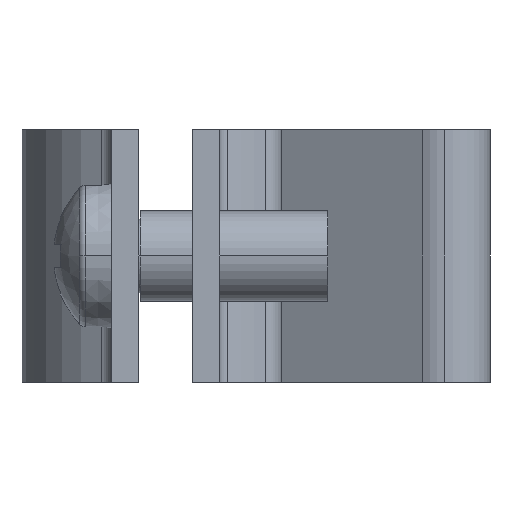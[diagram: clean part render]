
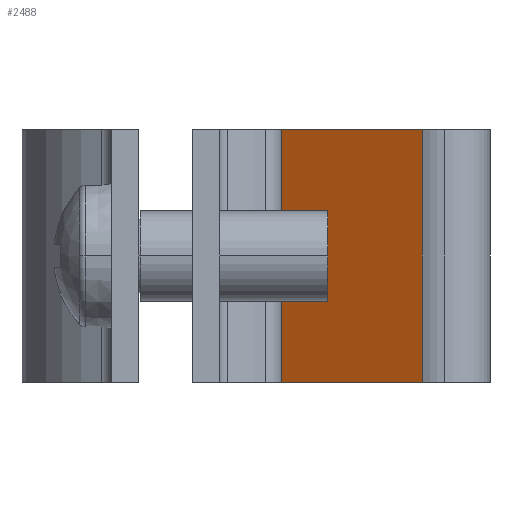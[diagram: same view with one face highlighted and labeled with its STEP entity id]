
A CAD part, left-side view. The second image highlights one B-rep face of the part: STEP entity #2488.
In plain terms, the highlighted planar face has unit normal (-0.866, 0.5, 0).
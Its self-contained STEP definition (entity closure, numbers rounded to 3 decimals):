
#148 = CARTESIAN_POINT ( 'NONE',  ( -5.657, -6.441, 7. ) ) ;
#327 = CARTESIAN_POINT ( 'NONE',  ( -4.702, -4.788, 7. ) ) ;
#343 = EDGE_LOOP ( 'NONE', ( #2359, #2137, #2031, #1392 ) ) ;
#727 = VERTEX_POINT ( 'NONE', #2415 ) ;
#785 = DIRECTION ( 'NONE',  ( 0.5, 0.866, 0. ) ) ;
#800 = AXIS2_PLACEMENT_3D ( 'NONE', #2162, #2630, #1920 ) ;
#806 = CARTESIAN_POINT ( 'NONE',  ( -5.657, -6.441, -7. ) ) ;
#987 = LINE ( 'NONE', #327, #1181 ) ;
#1181 = VECTOR ( 'NONE', #785, 1000. ) ;
#1218 = DIRECTION ( 'NONE',  ( 0., 0., -1. ) ) ;
#1367 = LINE ( 'NONE', #1676, #1876 ) ;
#1392 = ORIENTED_EDGE ( 'NONE', *, *, #2378, .T. ) ;
#1403 = DIRECTION ( 'NONE',  ( 0.5, 0.866, 0. ) ) ;
#1435 = EDGE_CURVE ( 'NONE', #1944, #2167, #987, .T. ) ;
#1475 = FACE_OUTER_BOUND ( 'NONE', #343, .T. ) ;
#1520 = DIRECTION ( 'NONE',  ( 0., 0., -1. ) ) ;
#1657 = VECTOR ( 'NONE', #1520, 1000. ) ;
#1676 = CARTESIAN_POINT ( 'NONE',  ( -5.657, -6.441, 7. ) ) ;
#1876 = VECTOR ( 'NONE', #1218, 1000. ) ;
#1920 = DIRECTION ( 'NONE',  ( -0.5, -0.866, 0. ) ) ;
#1944 = VERTEX_POINT ( 'NONE', #2010 ) ;
#1960 = LINE ( 'NONE', #2948, #1657 ) ;
#2010 = CARTESIAN_POINT ( 'NONE',  ( -10.165, -14.25, 7. ) ) ;
#2031 = ORIENTED_EDGE ( 'NONE', *, *, #1435, .T. ) ;
#2087 = EDGE_CURVE ( 'NONE', #1944, #727, #1960, .T. ) ;
#2106 = LINE ( 'NONE', #3011, #3041 ) ;
#2137 = ORIENTED_EDGE ( 'NONE', *, *, #2087, .F. ) ;
#2162 = CARTESIAN_POINT ( 'NONE',  ( -4.702, -4.788, 7. ) ) ;
#2167 = VERTEX_POINT ( 'NONE', #148 ) ;
#2359 = ORIENTED_EDGE ( 'NONE', *, *, #2365, .F. ) ;
#2365 = EDGE_CURVE ( 'NONE', #727, #2703, #2106, .T. ) ;
#2378 = EDGE_CURVE ( 'NONE', #2167, #2703, #1367, .T. ) ;
#2415 = CARTESIAN_POINT ( 'NONE',  ( -10.165, -14.25, -7. ) ) ;
#2488 = ADVANCED_FACE ( 'NONE', ( #1475 ), #2843, .T. ) ;
#2630 = DIRECTION ( 'NONE',  ( -0.866, 0.5, 0. ) ) ;
#2703 = VERTEX_POINT ( 'NONE', #806 ) ;
#2843 = PLANE ( 'NONE',  #800 ) ;
#2948 = CARTESIAN_POINT ( 'NONE',  ( -10.165, -14.25, 7. ) ) ;
#3011 = CARTESIAN_POINT ( 'NONE',  ( -4.702, -4.788, -7. ) ) ;
#3041 = VECTOR ( 'NONE', #1403, 1000. ) ;
